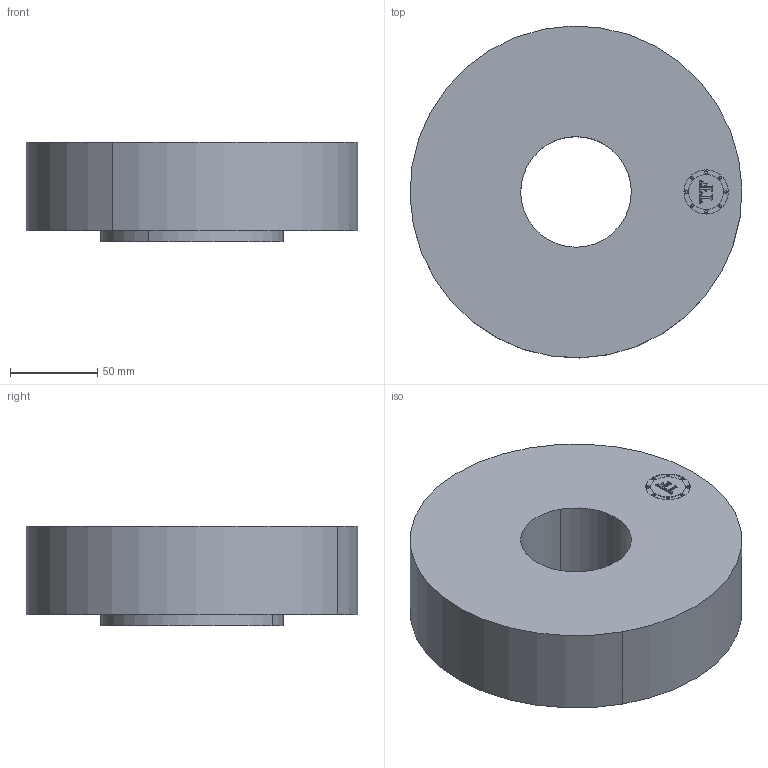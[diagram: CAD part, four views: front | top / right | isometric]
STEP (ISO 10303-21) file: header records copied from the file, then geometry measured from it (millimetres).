
FILE_DESCRIPTION(('3D STEP'),'2;1');
FILE_NAME('2.5-600-FB-RF-STUDOUT-FLANGE.stp','2013-11-24T23:33:58+00:00',('Texas Flange'),(''),'CATIA Version 5 Release 20 SP 6 (IN-10)','CATIA V5 STEP AP214','800-826-3801');
FILE_SCHEMA(('AUTOMOTIVE_DESIGN { 1 0 10303 214 1 1 1 1 }'));
Length unit declared in the file: inch
Products named in the file (1): 2.5-600-FB-RF-STUDOUT-FLANGE
Bounding box: 190.45 x 190.45 x 57.15 mm (x, y, z)
Volume: 1254921.1 mm3; surface area: 112463.8 mm2
Topology: 1 solids, 1 shells, 874 faces, 2530 edges, 1668 vertices
Faces by surface type: plane 368, bspline 272, cylinder 186, cone 32, revolution 16
Entity records: 40622 total; most frequent: CARTESIAN_POINT 18844, ORIENTED_EDGE 5028, EDGE_CURVE 2514, DIRECTION 2204, VERTEX_POINT 1668, VECTOR 1278, LINE 1278, B_SPLINE_CURVE_WITH_KNOTS 1120
